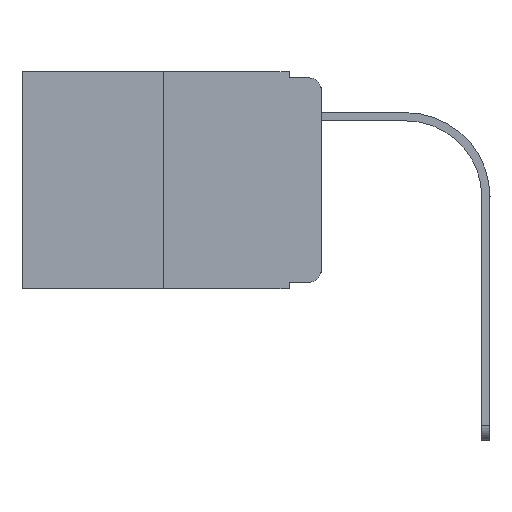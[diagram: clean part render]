
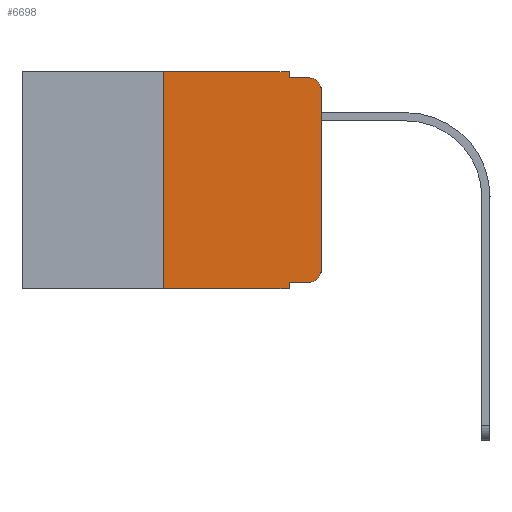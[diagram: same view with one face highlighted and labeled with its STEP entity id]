
A CAD part, left-side view. The second image highlights one B-rep face of the part: STEP entity #6698.
In plain terms, the highlighted planar face has unit normal (-1, 0, 0).
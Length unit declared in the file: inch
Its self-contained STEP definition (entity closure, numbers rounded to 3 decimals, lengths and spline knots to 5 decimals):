
#202 = VECTOR ( 'NONE', #3101, 39.37008 ) ;
#962 = EDGE_CURVE ( 'NONE', #8831, #6650, #8583, .T. ) ;
#1079 = CARTESIAN_POINT ( 'NONE',  ( 0., 0.473, -0.343 ) ) ;
#1090 = LINE ( 'NONE', #1986, #202 ) ;
#1123 = CIRCLE ( 'NONE', #8768, 0.02 ) ;
#1154 = ORIENTED_EDGE ( 'NONE', *, *, #2266, .T. ) ;
#1576 = CARTESIAN_POINT ( 'NONE',  ( 0., 0.473, 0. ) ) ;
#1597 = CARTESIAN_POINT ( 'NONE',  ( 0., 0.02, -0.03 ) ) ;
#1606 = EDGE_CURVE ( 'NONE', #12736, #13698, #5989, .T. ) ;
#1666 = VERTEX_POINT ( 'NONE', #7269 ) ;
#1689 = FACE_OUTER_BOUND ( 'NONE', #4605, .T. ) ;
#1986 = CARTESIAN_POINT ( 'NONE',  ( 0., 0.051, -0.333 ) ) ;
#2089 = CIRCLE ( 'NONE', #10228, 0.02 ) ;
#2266 = EDGE_CURVE ( 'NONE', #8831, #12428, #1090, .T. ) ;
#2816 = VECTOR ( 'NONE', #7682, 39.37008 ) ;
#3072 = CARTESIAN_POINT ( 'NONE',  ( 0., 0., -0.313 ) ) ;
#3101 = DIRECTION ( 'NONE',  ( 0., -1., 0. ) ) ;
#3238 = LINE ( 'NONE', #4452, #7225 ) ;
#3463 = CARTESIAN_POINT ( 'NONE',  ( 0., 0.25, 0. ) ) ;
#3469 = VECTOR ( 'NONE', #9219, 39.37008 ) ;
#3505 = CARTESIAN_POINT ( 'NONE',  ( 0., 0.25, -0.343 ) ) ;
#3917 = DIRECTION ( 'NONE',  ( 0., 0., -1. ) ) ;
#3960 = EDGE_CURVE ( 'NONE', #8206, #7693, #8875, .T. ) ;
#4066 = ORIENTED_EDGE ( 'NONE', *, *, #1606, .F. ) ;
#4092 = VERTEX_POINT ( 'NONE', #3463 ) ;
#4393 = CARTESIAN_POINT ( 'NONE',  ( 0., 0.051, -0.333 ) ) ;
#4452 = CARTESIAN_POINT ( 'NONE',  ( 0., 0.25, 0. ) ) ;
#4605 = EDGE_LOOP ( 'NONE', ( #13086, #8580, #6640, #4066, #14096, #5523, #9330, #7048, #1154, #10355 ) ) ;
#5210 = DIRECTION ( 'NONE',  ( 0., -1., 0. ) ) ;
#5523 = ORIENTED_EDGE ( 'NONE', *, *, #7435, .F. ) ;
#5534 = VECTOR ( 'NONE', #8231, 39.37008 ) ;
#5640 = CARTESIAN_POINT ( 'NONE',  ( 0., 0., 0. ) ) ;
#5703 = CARTESIAN_POINT ( 'NONE',  ( 0., 0.051, 0. ) ) ;
#5989 = LINE ( 'NONE', #9076, #12414 ) ;
#6640 = ORIENTED_EDGE ( 'NONE', *, *, #12086, .F. ) ;
#6650 = VERTEX_POINT ( 'NONE', #13845 ) ;
#6698 = ADVANCED_FACE ( 'NONE', ( #1689 ), #9779, .F. ) ;
#6913 = LINE ( 'NONE', #1079, #3469 ) ;
#7048 = ORIENTED_EDGE ( 'NONE', *, *, #962, .F. ) ;
#7225 = VECTOR ( 'NONE', #10151, 39.37008 ) ;
#7269 = CARTESIAN_POINT ( 'NONE',  ( 0., 0.02, -0.01 ) ) ;
#7435 = EDGE_CURVE ( 'NONE', #13140, #4092, #3238, .T. ) ;
#7519 = DIRECTION ( 'NONE',  ( 0., 0., -1. ) ) ;
#7682 = DIRECTION ( 'NONE',  ( 0., 0., 1. ) ) ;
#7693 = VERTEX_POINT ( 'NONE', #8565 ) ;
#8206 = VERTEX_POINT ( 'NONE', #3072 ) ;
#8231 = DIRECTION ( 'NONE',  ( 0., -1., 0. ) ) ;
#8291 = DIRECTION ( 'NONE',  ( -1., 0., 0. ) ) ;
#8565 = CARTESIAN_POINT ( 'NONE',  ( 0., 0., -0.03 ) ) ;
#8576 = DIRECTION ( 'NONE',  ( 1., 0., 0. ) ) ;
#8580 = ORIENTED_EDGE ( 'NONE', *, *, #14240, .T. ) ;
#8583 = LINE ( 'NONE', #13170, #11009 ) ;
#8589 = LINE ( 'NONE', #13176, #13323 ) ;
#8768 = AXIS2_PLACEMENT_3D ( 'NONE', #11827, #8291, #10550 ) ;
#8831 = VERTEX_POINT ( 'NONE', #4393 ) ;
#8875 = LINE ( 'NONE', #5640, #2816 ) ;
#9076 = CARTESIAN_POINT ( 'NONE',  ( 0., 0.051, 0. ) ) ;
#9219 = DIRECTION ( 'NONE',  ( 0., -1., 0. ) ) ;
#9330 = ORIENTED_EDGE ( 'NONE', *, *, #12753, .T. ) ;
#9771 = CARTESIAN_POINT ( 'NONE',  ( 0., 0.02, -0.333 ) ) ;
#9779 = PLANE ( 'NONE',  #13363 ) ;
#9816 = EDGE_CURVE ( 'NONE', #4092, #12736, #10570, .T. ) ;
#9915 = CARTESIAN_POINT ( 'NONE',  ( 0., 0.473, 0. ) ) ;
#10151 = DIRECTION ( 'NONE',  ( 0., 0., 1. ) ) ;
#10228 = AXIS2_PLACEMENT_3D ( 'NONE', #1597, #13145, #14269 ) ;
#10355 = ORIENTED_EDGE ( 'NONE', *, *, #13781, .T. ) ;
#10550 = DIRECTION ( 'NONE',  ( 0., 0., -1. ) ) ;
#10570 = LINE ( 'NONE', #1576, #5534 ) ;
#11009 = VECTOR ( 'NONE', #3917, 39.37008 ) ;
#11595 = CARTESIAN_POINT ( 'NONE',  ( 0., 0.051, -0.01 ) ) ;
#11827 = CARTESIAN_POINT ( 'NONE',  ( 0., 0.02, -0.313 ) ) ;
#12086 = EDGE_CURVE ( 'NONE', #13698, #1666, #8589, .T. ) ;
#12414 = VECTOR ( 'NONE', #13897, 39.37008 ) ;
#12428 = VERTEX_POINT ( 'NONE', #9771 ) ;
#12736 = VERTEX_POINT ( 'NONE', #5703 ) ;
#12753 = EDGE_CURVE ( 'NONE', #13140, #6650, #6913, .T. ) ;
#13086 = ORIENTED_EDGE ( 'NONE', *, *, #3960, .T. ) ;
#13140 = VERTEX_POINT ( 'NONE', #3505 ) ;
#13145 = DIRECTION ( 'NONE',  ( -1., 0., 0. ) ) ;
#13170 = CARTESIAN_POINT ( 'NONE',  ( 0., 0.051, 0. ) ) ;
#13176 = CARTESIAN_POINT ( 'NONE',  ( 0., 0.051, -0.01 ) ) ;
#13323 = VECTOR ( 'NONE', #5210, 39.37008 ) ;
#13363 = AXIS2_PLACEMENT_3D ( 'NONE', #9915, #8576, #7519 ) ;
#13698 = VERTEX_POINT ( 'NONE', #11595 ) ;
#13781 = EDGE_CURVE ( 'NONE', #12428, #8206, #1123, .T. ) ;
#13845 = CARTESIAN_POINT ( 'NONE',  ( 0., 0.051, -0.343 ) ) ;
#13897 = DIRECTION ( 'NONE',  ( 0., 0., -1. ) ) ;
#14096 = ORIENTED_EDGE ( 'NONE', *, *, #9816, .F. ) ;
#14240 = EDGE_CURVE ( 'NONE', #7693, #1666, #2089, .T. ) ;
#14269 = DIRECTION ( 'NONE',  ( 0., 0., -1. ) ) ;
